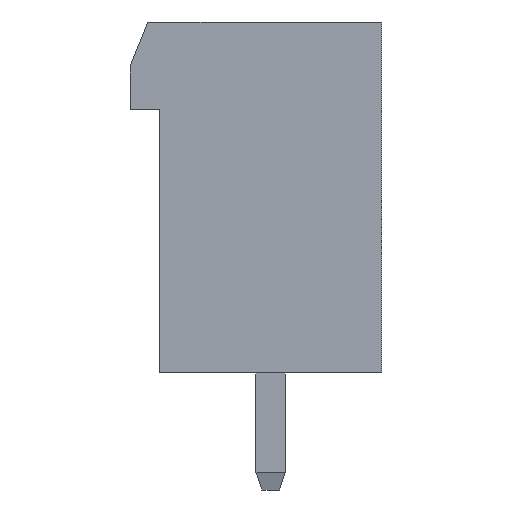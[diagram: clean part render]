
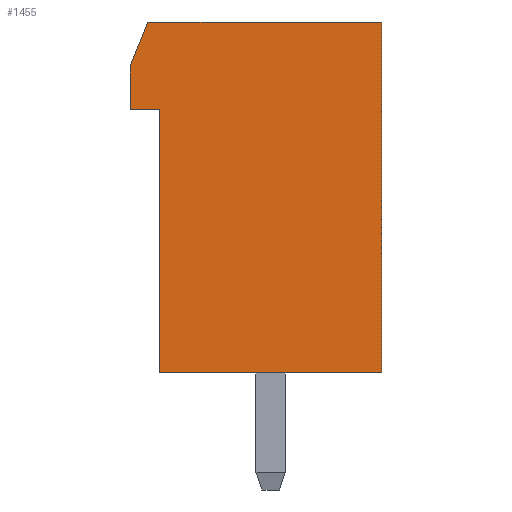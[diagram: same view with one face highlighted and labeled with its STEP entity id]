
A CAD part, left-side view. The second image highlights one B-rep face of the part: STEP entity #1455.
In plain terms, the highlighted planar face has unit normal (-1, 0, 0).
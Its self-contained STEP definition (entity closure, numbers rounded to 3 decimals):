
#22 = VERTEX_POINT('',#23);
#23 = CARTESIAN_POINT('',(-7.5,3.8,9.));
#32 = PLANE('',#33);
#33 = AXIS2_PLACEMENT_3D('',#34,#35,#36);
#34 = CARTESIAN_POINT('',(-7.5,3.8,9.));
#35 = DIRECTION('',(0.,1.,0.));
#36 = DIRECTION('',(0.,0.,-1.));
#44 = PLANE('',#45);
#45 = AXIS2_PLACEMENT_3D('',#46,#47,#48);
#46 = CARTESIAN_POINT('',(-7.5,4.8,9.));
#47 = DIRECTION('',(0.,0.,-1.));
#48 = DIRECTION('',(0.,-1.,0.));
#85 = VERTEX_POINT('',#86);
#86 = CARTESIAN_POINT('',(-7.5,3.8,0.));
#100 = PLANE('',#101);
#101 = AXIS2_PLACEMENT_3D('',#102,#103,#104);
#102 = CARTESIAN_POINT('',(-7.5,3.8,0.));
#103 = DIRECTION('',(0.,0.,-1.));
#104 = DIRECTION('',(0.,-1.,0.));
#112 = EDGE_CURVE('',#22,#85,#113,.T.);
#113 = SURFACE_CURVE('',#114,(#118,#125),.PCURVE_S1.);
#114 = LINE('',#115,#116);
#115 = CARTESIAN_POINT('',(-7.5,3.8,9.));
#116 = VECTOR('',#117,1.);
#117 = DIRECTION('',(0.,0.,-1.));
#118 = PCURVE('',#32,#119);
#119 = DEFINITIONAL_REPRESENTATION('',(#120),#124);
#120 = LINE('',#121,#122);
#121 = CARTESIAN_POINT('',(0.,0.));
#122 = VECTOR('',#123,1.);
#123 = DIRECTION('',(1.,0.));
#124 = ( GEOMETRIC_REPRESENTATION_CONTEXT(2)
PARAMETRIC_REPRESENTATION_CONTEXT() REPRESENTATION_CONTEXT('2D SPACE',''
) );
#125 = PCURVE('',#126,#131);
#126 = PLANE('',#127);
#127 = AXIS2_PLACEMENT_3D('',#128,#129,#130);
#128 = CARTESIAN_POINT('',(-7.5,3.8,0.));
#129 = DIRECTION('',(1.,0.,0.));
#130 = DIRECTION('',(0.,0.,1.));
#131 = DEFINITIONAL_REPRESENTATION('',(#132),#136);
#132 = LINE('',#133,#134);
#133 = CARTESIAN_POINT('',(9.,0.));
#134 = VECTOR('',#135,1.);
#135 = DIRECTION('',(-1.,0.));
#136 = ( GEOMETRIC_REPRESENTATION_CONTEXT(2)
PARAMETRIC_REPRESENTATION_CONTEXT() REPRESENTATION_CONTEXT('2D SPACE',''
) );
#142 = VERTEX_POINT('',#143);
#143 = CARTESIAN_POINT('',(-7.5,4.8,9.));
#159 = PLANE('',#160);
#160 = AXIS2_PLACEMENT_3D('',#161,#162,#163);
#161 = CARTESIAN_POINT('',(-7.5,4.8,10.5));
#162 = DIRECTION('',(0.,1.,0.));
#163 = DIRECTION('',(0.,0.,-1.));
#193 = EDGE_CURVE('',#142,#22,#194,.T.);
#194 = SURFACE_CURVE('',#195,(#199,#206),.PCURVE_S1.);
#195 = LINE('',#196,#197);
#196 = CARTESIAN_POINT('',(-7.5,4.8,9.));
#197 = VECTOR('',#198,1.);
#198 = DIRECTION('',(0.,-1.,0.));
#199 = PCURVE('',#44,#200);
#200 = DEFINITIONAL_REPRESENTATION('',(#201),#205);
#201 = LINE('',#202,#203);
#202 = CARTESIAN_POINT('',(0.,0.));
#203 = VECTOR('',#204,1.);
#204 = DIRECTION('',(1.,0.));
#205 = ( GEOMETRIC_REPRESENTATION_CONTEXT(2)
PARAMETRIC_REPRESENTATION_CONTEXT() REPRESENTATION_CONTEXT('2D SPACE',''
) );
#206 = PCURVE('',#126,#207);
#207 = DEFINITIONAL_REPRESENTATION('',(#208),#212);
#208 = LINE('',#209,#210);
#209 = CARTESIAN_POINT('',(9.,-1.));
#210 = VECTOR('',#211,1.);
#211 = DIRECTION('',(0.,1.));
#212 = ( GEOMETRIC_REPRESENTATION_CONTEXT(2)
PARAMETRIC_REPRESENTATION_CONTEXT() REPRESENTATION_CONTEXT('2D SPACE',''
) );
#242 = VERTEX_POINT('',#243);
#243 = CARTESIAN_POINT('',(-7.5,-3.8,0.));
#257 = PLANE('',#258);
#258 = AXIS2_PLACEMENT_3D('',#259,#260,#261);
#259 = CARTESIAN_POINT('',(-7.5,-3.8,0.));
#260 = DIRECTION('',(0.,-1.,0.));
#261 = DIRECTION('',(0.,0.,1.));
#269 = EDGE_CURVE('',#85,#242,#270,.T.);
#270 = SURFACE_CURVE('',#271,(#275,#282),.PCURVE_S1.);
#271 = LINE('',#272,#273);
#272 = CARTESIAN_POINT('',(-7.5,3.8,0.));
#273 = VECTOR('',#274,1.);
#274 = DIRECTION('',(0.,-1.,0.));
#275 = PCURVE('',#100,#276);
#276 = DEFINITIONAL_REPRESENTATION('',(#277),#281);
#277 = LINE('',#278,#279);
#278 = CARTESIAN_POINT('',(0.,0.));
#279 = VECTOR('',#280,1.);
#280 = DIRECTION('',(1.,0.));
#281 = ( GEOMETRIC_REPRESENTATION_CONTEXT(2)
PARAMETRIC_REPRESENTATION_CONTEXT() REPRESENTATION_CONTEXT('2D SPACE',''
) );
#282 = PCURVE('',#126,#283);
#283 = DEFINITIONAL_REPRESENTATION('',(#284),#288);
#284 = LINE('',#285,#286);
#285 = CARTESIAN_POINT('',(0.,0.));
#286 = VECTOR('',#287,1.);
#287 = DIRECTION('',(0.,1.));
#288 = ( GEOMETRIC_REPRESENTATION_CONTEXT(2)
PARAMETRIC_REPRESENTATION_CONTEXT() REPRESENTATION_CONTEXT('2D SPACE',''
) );
#1455 = ADVANCED_FACE('',(#1456),#126,.F.);
#1456 = FACE_BOUND('',#1457,.T.);
#1457 = EDGE_LOOP('',(#1458,#1459,#1482,#1510,#1538,#1559,#1560));
#1458 = ORIENTED_EDGE('',*,*,#269,.T.);
#1459 = ORIENTED_EDGE('',*,*,#1460,.T.);
#1460 = EDGE_CURVE('',#242,#1461,#1463,.T.);
#1461 = VERTEX_POINT('',#1462);
#1462 = CARTESIAN_POINT('',(-7.5,-3.8,12.));
#1463 = SURFACE_CURVE('',#1464,(#1468,#1475),.PCURVE_S1.);
#1464 = LINE('',#1465,#1466);
#1465 = CARTESIAN_POINT('',(-7.5,-3.8,0.));
#1466 = VECTOR('',#1467,1.);
#1467 = DIRECTION('',(0.,0.,1.));
#1468 = PCURVE('',#126,#1469);
#1469 = DEFINITIONAL_REPRESENTATION('',(#1470),#1474);
#1470 = LINE('',#1471,#1472);
#1471 = CARTESIAN_POINT('',(0.,7.6));
#1472 = VECTOR('',#1473,1.);
#1473 = DIRECTION('',(1.,0.));
#1474 = ( GEOMETRIC_REPRESENTATION_CONTEXT(2)
PARAMETRIC_REPRESENTATION_CONTEXT() REPRESENTATION_CONTEXT('2D SPACE',''
) );
#1475 = PCURVE('',#257,#1476);
#1476 = DEFINITIONAL_REPRESENTATION('',(#1477),#1481);
#1477 = LINE('',#1478,#1479);
#1478 = CARTESIAN_POINT('',(0.,0.));
#1479 = VECTOR('',#1480,1.);
#1480 = DIRECTION('',(1.,0.));
#1481 = ( GEOMETRIC_REPRESENTATION_CONTEXT(2)
PARAMETRIC_REPRESENTATION_CONTEXT() REPRESENTATION_CONTEXT('2D SPACE',''
) );
#1482 = ORIENTED_EDGE('',*,*,#1483,.T.);
#1483 = EDGE_CURVE('',#1461,#1484,#1486,.T.);
#1484 = VERTEX_POINT('',#1485);
#1485 = CARTESIAN_POINT('',(-7.5,4.2,12.));
#1486 = SURFACE_CURVE('',#1487,(#1491,#1498),.PCURVE_S1.);
#1487 = LINE('',#1488,#1489);
#1488 = CARTESIAN_POINT('',(-7.5,-3.8,12.));
#1489 = VECTOR('',#1490,1.);
#1490 = DIRECTION('',(0.,1.,0.));
#1491 = PCURVE('',#126,#1492);
#1492 = DEFINITIONAL_REPRESENTATION('',(#1493),#1497);
#1493 = LINE('',#1494,#1495);
#1494 = CARTESIAN_POINT('',(12.,7.6));
#1495 = VECTOR('',#1496,1.);
#1496 = DIRECTION('',(0.,-1.));
#1497 = ( GEOMETRIC_REPRESENTATION_CONTEXT(2)
PARAMETRIC_REPRESENTATION_CONTEXT() REPRESENTATION_CONTEXT('2D SPACE',''
) );
#1498 = PCURVE('',#1499,#1504);
#1499 = PLANE('',#1500);
#1500 = AXIS2_PLACEMENT_3D('',#1501,#1502,#1503);
#1501 = CARTESIAN_POINT('',(-7.5,-3.8,12.));
#1502 = DIRECTION('',(0.,0.,1.));
#1503 = DIRECTION('',(0.,1.,0.));
#1504 = DEFINITIONAL_REPRESENTATION('',(#1505),#1509);
#1505 = LINE('',#1506,#1507);
#1506 = CARTESIAN_POINT('',(0.,0.));
#1507 = VECTOR('',#1508,1.);
#1508 = DIRECTION('',(1.,0.));
#1509 = ( GEOMETRIC_REPRESENTATION_CONTEXT(2)
PARAMETRIC_REPRESENTATION_CONTEXT() REPRESENTATION_CONTEXT('2D SPACE',''
) );
#1510 = ORIENTED_EDGE('',*,*,#1511,.T.);
#1511 = EDGE_CURVE('',#1484,#1512,#1514,.T.);
#1512 = VERTEX_POINT('',#1513);
#1513 = CARTESIAN_POINT('',(-7.5,4.8,10.5));
#1514 = SURFACE_CURVE('',#1515,(#1519,#1526),.PCURVE_S1.);
#1515 = LINE('',#1516,#1517);
#1516 = CARTESIAN_POINT('',(-7.5,4.2,12.));
#1517 = VECTOR('',#1518,1.);
#1518 = DIRECTION('',(0.,0.371,-0.928));
#1519 = PCURVE('',#126,#1520);
#1520 = DEFINITIONAL_REPRESENTATION('',(#1521),#1525);
#1521 = LINE('',#1522,#1523);
#1522 = CARTESIAN_POINT('',(12.,-0.4));
#1523 = VECTOR('',#1524,1.);
#1524 = DIRECTION('',(-0.928,-0.371));
#1525 = ( GEOMETRIC_REPRESENTATION_CONTEXT(2)
PARAMETRIC_REPRESENTATION_CONTEXT() REPRESENTATION_CONTEXT('2D SPACE',''
) );
#1526 = PCURVE('',#1527,#1532);
#1527 = PLANE('',#1528);
#1528 = AXIS2_PLACEMENT_3D('',#1529,#1530,#1531);
#1529 = CARTESIAN_POINT('',(-7.5,4.2,12.));
#1530 = DIRECTION('',(0.,0.928,0.371));
#1531 = DIRECTION('',(0.,0.371,-0.928));
#1532 = DEFINITIONAL_REPRESENTATION('',(#1533),#1537);
#1533 = LINE('',#1534,#1535);
#1534 = CARTESIAN_POINT('',(0.,0.));
#1535 = VECTOR('',#1536,1.);
#1536 = DIRECTION('',(1.,0.));
#1537 = ( GEOMETRIC_REPRESENTATION_CONTEXT(2)
PARAMETRIC_REPRESENTATION_CONTEXT() REPRESENTATION_CONTEXT('2D SPACE',''
) );
#1538 = ORIENTED_EDGE('',*,*,#1539,.T.);
#1539 = EDGE_CURVE('',#1512,#142,#1540,.T.);
#1540 = SURFACE_CURVE('',#1541,(#1545,#1552),.PCURVE_S1.);
#1541 = LINE('',#1542,#1543);
#1542 = CARTESIAN_POINT('',(-7.5,4.8,10.5));
#1543 = VECTOR('',#1544,1.);
#1544 = DIRECTION('',(0.,0.,-1.));
#1545 = PCURVE('',#126,#1546);
#1546 = DEFINITIONAL_REPRESENTATION('',(#1547),#1551);
#1547 = LINE('',#1548,#1549);
#1548 = CARTESIAN_POINT('',(10.5,-1.));
#1549 = VECTOR('',#1550,1.);
#1550 = DIRECTION('',(-1.,0.));
#1551 = ( GEOMETRIC_REPRESENTATION_CONTEXT(2)
PARAMETRIC_REPRESENTATION_CONTEXT() REPRESENTATION_CONTEXT('2D SPACE',''
) );
#1552 = PCURVE('',#159,#1553);
#1553 = DEFINITIONAL_REPRESENTATION('',(#1554),#1558);
#1554 = LINE('',#1555,#1556);
#1555 = CARTESIAN_POINT('',(0.,0.));
#1556 = VECTOR('',#1557,1.);
#1557 = DIRECTION('',(1.,0.));
#1558 = ( GEOMETRIC_REPRESENTATION_CONTEXT(2)
PARAMETRIC_REPRESENTATION_CONTEXT() REPRESENTATION_CONTEXT('2D SPACE',''
) );
#1559 = ORIENTED_EDGE('',*,*,#193,.T.);
#1560 = ORIENTED_EDGE('',*,*,#112,.T.);
